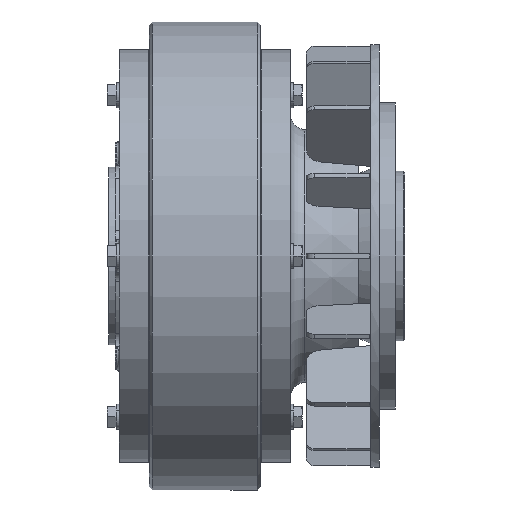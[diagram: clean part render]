
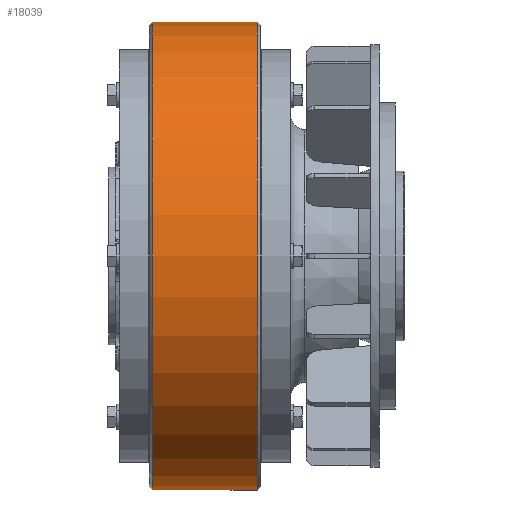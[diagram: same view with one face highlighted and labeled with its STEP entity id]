
A CAD part, front view. The second image highlights one B-rep face of the part: STEP entity #18039.
In plain terms, the highlighted cylindrical face has radius 145 mm (diameter 290 mm), a partial arc.
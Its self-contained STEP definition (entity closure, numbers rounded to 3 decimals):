
#189 = ORIENTED_EDGE ( 'NONE', *, *, #5254, .F. ) ;
#755 = DIRECTION ( 'NONE',  ( 0., 0., 1. ) ) ;
#1221 = CARTESIAN_POINT ( 'NONE',  ( -91.5, 0., -145. ) ) ;
#1286 = CARTESIAN_POINT ( 'NONE',  ( -156.5, 0., 0. ) ) ;
#1623 = VERTEX_POINT ( 'NONE', #15593 ) ;
#2303 = LINE ( 'NONE', #11394, #16557 ) ;
#3105 = VECTOR ( 'NONE', #17774, 1000. ) ;
#3697 = AXIS2_PLACEMENT_3D ( 'NONE', #1286, #4390, #10671 ) ;
#3935 = DIRECTION ( 'NONE',  ( -1., 0., 0. ) ) ;
#4390 = DIRECTION ( 'NONE',  ( -1., 0., 0. ) ) ;
#5254 = EDGE_CURVE ( 'NONE', #13326, #19741, #2303, .T. ) ;
#5523 = CARTESIAN_POINT ( 'NONE',  ( -156.5, 0., 145. ) ) ;
#6224 = EDGE_LOOP ( 'NONE', ( #189, #10155, #19603, #12160 ) ) ;
#6446 = EDGE_CURVE ( 'NONE', #13326, #1623, #8731, .T. ) ;
#7585 = FACE_OUTER_BOUND ( 'NONE', #6224, .T. ) ;
#8534 = CIRCLE ( 'NONE', #3697, 145. ) ;
#8731 = CIRCLE ( 'NONE', #13032, 145. ) ;
#10143 = AXIS2_PLACEMENT_3D ( 'NONE', #16024, #3935, #755 ) ;
#10155 = ORIENTED_EDGE ( 'NONE', *, *, #6446, .T. ) ;
#10423 = CARTESIAN_POINT ( 'NONE',  ( -156.5, 0., -145. ) ) ;
#10671 = DIRECTION ( 'NONE',  ( 0., 0., 1. ) ) ;
#11394 = CARTESIAN_POINT ( 'NONE',  ( -201.135, 0., -145. ) ) ;
#11599 = DIRECTION ( 'NONE',  ( -1., 0., 0. ) ) ;
#12063 = LINE ( 'NONE', #14517, #3105 ) ;
#12160 = ORIENTED_EDGE ( 'NONE', *, *, #14763, .F. ) ;
#13032 = AXIS2_PLACEMENT_3D ( 'NONE', #15269, #15132, #15200 ) ;
#13326 = VERTEX_POINT ( 'NONE', #1221 ) ;
#14449 = VERTEX_POINT ( 'NONE', #5523 ) ;
#14517 = CARTESIAN_POINT ( 'NONE',  ( -201.135, 0., 145. ) ) ;
#14763 = EDGE_CURVE ( 'NONE', #19741, #14449, #8534, .T. ) ;
#15132 = DIRECTION ( 'NONE',  ( -1., 0., 0. ) ) ;
#15200 = DIRECTION ( 'NONE',  ( 0., 0., 1. ) ) ;
#15269 = CARTESIAN_POINT ( 'NONE',  ( -91.5, 0., 0. ) ) ;
#15286 = CYLINDRICAL_SURFACE ( 'NONE', #10143, 145. ) ;
#15593 = CARTESIAN_POINT ( 'NONE',  ( -91.5, 0., 145. ) ) ;
#16024 = CARTESIAN_POINT ( 'NONE',  ( -201.135, 0., 0. ) ) ;
#16557 = VECTOR ( 'NONE', #11599, 1000. ) ;
#17401 = EDGE_CURVE ( 'NONE', #1623, #14449, #12063, .T. ) ;
#17774 = DIRECTION ( 'NONE',  ( -1., 0., 0. ) ) ;
#18039 = ADVANCED_FACE ( 'NONE', ( #7585 ), #15286, .T. ) ;
#19603 = ORIENTED_EDGE ( 'NONE', *, *, #17401, .T. ) ;
#19741 = VERTEX_POINT ( 'NONE', #10423 ) ;
